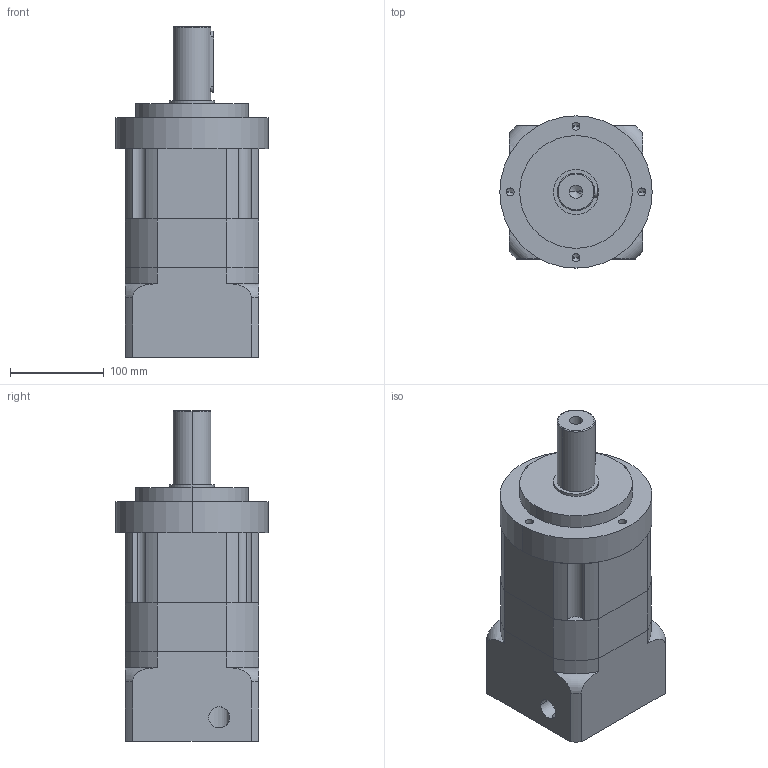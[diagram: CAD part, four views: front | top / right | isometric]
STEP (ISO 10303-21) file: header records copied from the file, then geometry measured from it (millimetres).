
FILE_DESCRIPTION (( 'STEP AP214' ), '1' );
FILE_NAME ('DML150-L2-XX-22-110-145-M8_2019.STEP', '2019-09-24T09:26:00', ( 'Y' ), ( 'NCU' ), 'SwSTEP 2.0', 'SolidWorks 2016', '' );
FILE_SCHEMA (( 'AUTOMOTIVE_DESIGN' ));
Length unit declared in the file: millimetre
Products named in the file (1): DML150-L2-XX-22-110-145-M8_2019
Bounding box: 162 x 162 x 352 mm (x, y, z)
Volume: 4746520.8 mm3; surface area: 382435.2 mm2
Topology: 4 solids, 4 shells, 273 faces, 653 edges, 414 vertices
Faces by surface type: cylinder 119, plane 114, cone 34, torus 6
Entity records: 9590 total; most frequent: CARTESIAN_POINT 2123, DIRECTION 1402, ORIENTED_EDGE 1270, EDGE_CURVE 635, AXIS2_PLACEMENT_3D 521, VERTEX_POINT 414, LINE 360, VECTOR 360
